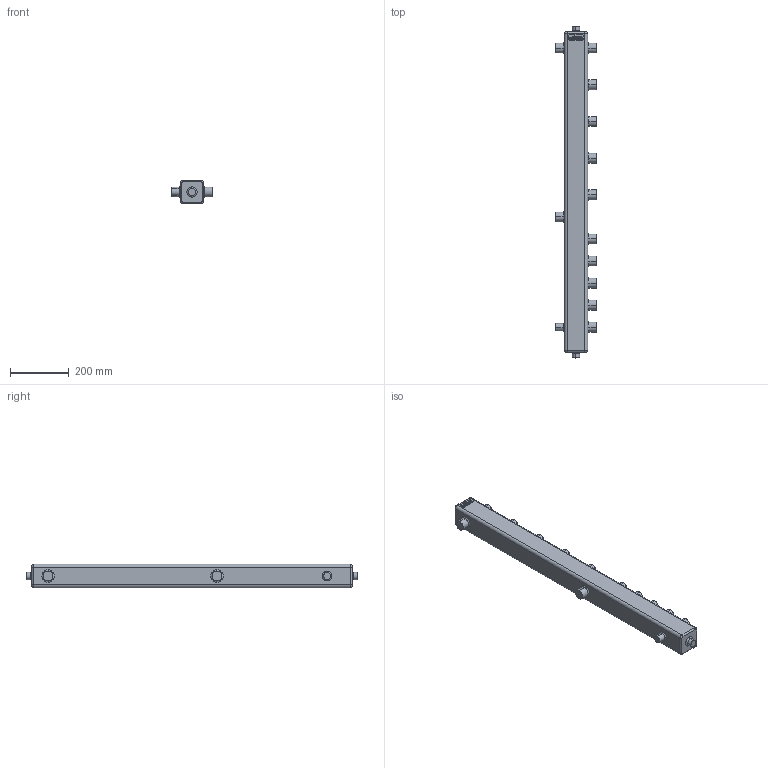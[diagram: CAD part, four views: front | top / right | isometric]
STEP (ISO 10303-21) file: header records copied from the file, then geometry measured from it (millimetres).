
FILE_DESCRIPTION (( 'STEP AP214' ), '1' );
FILE_NAME ('TGR-60-25x5.00.STEP', '2016-12-26T06:33:47', ( '' ), ( '' ), 'SwSTEP 2.0', 'SolidWorks 2015', '' );
FILE_SCHEMA (( 'AUTOMOTIVE_DESIGN' ));
Length unit declared in the file: millimetre
Products named in the file (1): TGR-60-25x5.00
Bounding box: 140 x 1130 x 81 mm (x, y, z)
Volume: 7241169.6 mm3; surface area: 382298.7 mm2
Topology: 1 solids, 1 shells, 659 faces, 1778 edges, 1160 vertices
Faces by surface type: bspline 344, plane 197, cylinder 50, torus 38, cone 30
Entity records: 22864 total; most frequent: CARTESIAN_POINT 8082, ORIENTED_EDGE 3556, DIRECTION 1916, EDGE_CURVE 1778, VERTEX_POINT 1160, VECTOR 888, LINE 888, EDGE_LOOP 698
